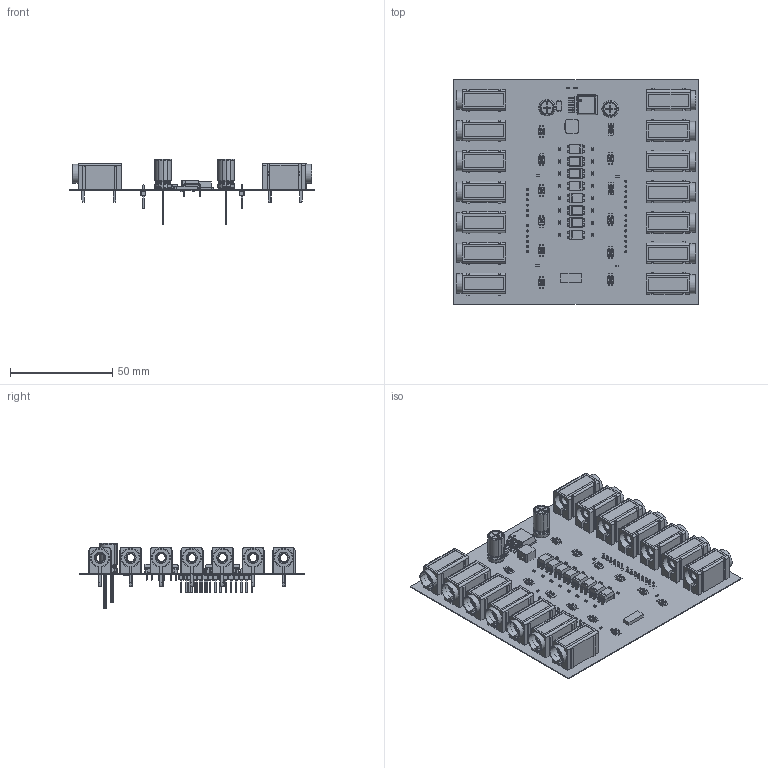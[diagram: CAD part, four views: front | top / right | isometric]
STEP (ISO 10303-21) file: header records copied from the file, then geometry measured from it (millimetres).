
FILE_DESCRIPTION(('Open CASCADE Model'),'2;1');
FILE_NAME('Open CASCADE Shape Model','2024-01-22T16:51:37',('Author'),( 'Open CASCADE'),'Open CASCADE STEP processor 6.8','Open CASCADE 6.8' ,'Unknown');
FILE_SCHEMA(('AUTOMOTIVE_DESIGN { 1 0 10303 214 1 1 1 1 }'));
Length unit declared in the file: millimetre
Products named in the file (95): PCB; Board; Open CASCADE STEP translator 6.8 1.1.1; R3; 0603_RES; Capsule; Encapsulation; TopCover; R5; R7; R9; R11; R13; R15; R17; R16; Q8; PC817C; J10; 24.243.1--3DModel-STEP-56544-Black_v1; J3; CN3; 6-Pin_Header_-_Male_-_2.54mm; CN2; CN1; U1; 6064879280; Extruded; Q7; Q6; Q5; Q4; Q3; Q2; Q1; J14; J13; J12; J11; J9 ...
Assembly tree (152 placements, depth 4):
  PCB
    Board
      Open CASCADE STEP translator 6.8 1.1.1
    R3
      0603_RES
        Capsule
        Encapsulation  x2
        TopCover
    R5
      0603_RES
        Capsule
        Encapsulation  x2
        TopCover
    R7
      0603_RES
        Capsule
        Encapsulation  x2
        TopCover
    R9
      0603_RES
        Capsule
        Encapsulation  x2
        TopCover
    R11
      0603_RES
        Capsule
        Encapsulation  x2
        TopCover
    R13
      0603_RES
        Capsule
        Encapsulation  x2
        TopCover
    R15
      0603_RES
        Capsule
        Encapsulation  x2
        TopCover
    R17
      0603_RES
        Capsule
        Encapsulation  x2
        TopCover
    R16
      0603_RES
        Capsule
        Encapsulation  x2
        TopCover
    Q8
      PC817C
    J10
      24.243.1--3DModel-STEP-56544-Black_v1
    J3
      24.243.1--3DModel-STEP-56544-Black_v1
    CN3
      6-Pin_Header_-_Male_-_2.54mm
        6-Pin_Header_-_Male_-_2.54mm
    CN2
      6-Pin_Header_-_Male_-_2.54mm
        6-Pin_Header_-_Male_-_2.54mm
Bounding box: 120 x 110 x 32 mm (x, y, z)
Volume: 37969.1 mm3; surface area: 75593 mm2
Topology: 266 solids, 266 shells, 6811 faces, 16745 edges, 10705 vertices
Faces by surface type: plane 3973, bspline 1341, cylinder 1146, sphere 204, torus 93, cone 54
Full cylindrical faces by diameter (mm): 0.1 x1, 0.85 x36, 1 x4, 1.016 x22, 1.97 x28, 4 x13, 5.5 x52, 6.5 x26
Entity records: 55434 total; most frequent: CARTESIAN_POINT 13542, ORIENTED_EDGE 8056, DIRECTION 6941, EDGE_CURVE 4028, VERTEX_POINT 2550, LINE 2499, VECTOR 2499, AXIS2_PLACEMENT_3D 2221
